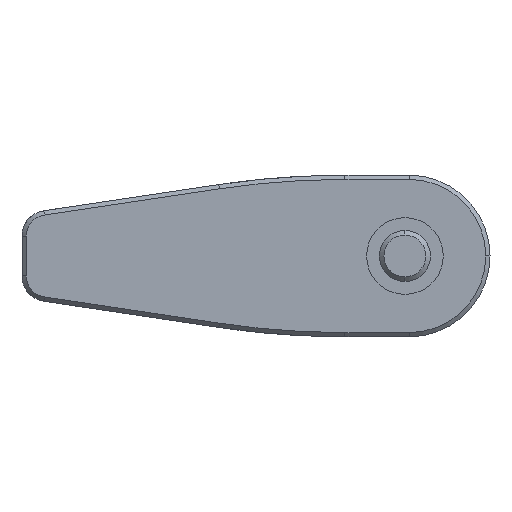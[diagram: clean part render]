
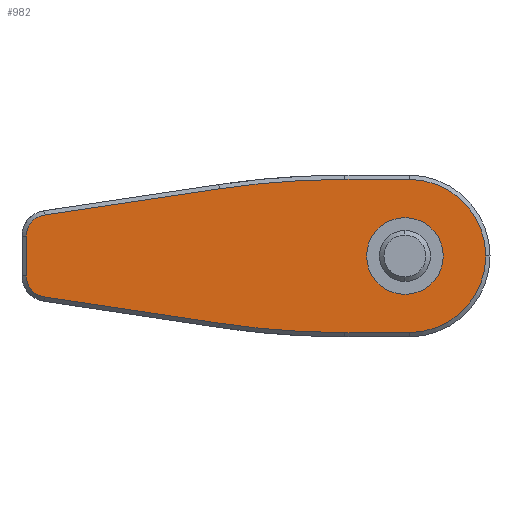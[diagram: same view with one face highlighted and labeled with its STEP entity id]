
A CAD part, front view. The second image highlights one B-rep face of the part: STEP entity #982.
In plain terms, the highlighted planar face has unit normal (0, -1, 0).
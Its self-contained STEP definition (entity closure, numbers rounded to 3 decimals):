
#608=EDGE_CURVE('',#638,#1438,#1693,.T.);
#638=VERTEX_POINT('',#1726);
#706=VERTEX_POINT('',#1805);
#724=EDGE_CURVE('',#1122,#856,#1825,.T.);
#744=EDGE_CURVE('',#706,#1600,#1847,.T.);
#764=VERTEX_POINT('',#1869);
#834=VERTEX_POINT('',#1948);
#856=VERTEX_POINT('',#1973);
#894=EDGE_CURVE('',#1156,#1122,#2013,.T.);
#962=EDGE_CURVE('',#1082,#638,#2086,.T.);
#982=ADVANCED_FACE('',(#2109,#2110),#2111,.T.);
#1050=EDGE_CURVE('',#1368,#1156,#2188,.T.);
#1064=VERTEX_POINT('',#2204);
#1082=VERTEX_POINT('',#2222);
#1100=EDGE_CURVE('',#1600,#706,#2241,.T.);
#1122=VERTEX_POINT('',#2264);
#1156=VERTEX_POINT('',#2301);
#1164=EDGE_CURVE('',#1560,#1064,#2310,.T.);
#1186=EDGE_CURVE('',#856,#1560,#2335,.T.);
#1290=EDGE_CURVE('',#764,#1368,#2447,.T.);
#1360=EDGE_CURVE('',#1438,#764,#2522,.T.);
#1368=VERTEX_POINT('',#2531);
#1438=VERTEX_POINT('',#2611);
#1456=EDGE_CURVE('',#1064,#834,#2629,.T.);
#1488=EDGE_CURVE('',#834,#1082,#2665,.T.);
#1560=VERTEX_POINT('',#2750);
#1600=VERTEX_POINT('',#2796);
#1693=LINE('',#3054,#3055);
#1726=CARTESIAN_POINT('',(0.5,0.8,9.));
#1805=CARTESIAN_POINT('',(0.,0.8,4.5));
#1825=CIRCLE('',#3592,2.5);
#1847=CIRCLE('',#3704,4.5);
#1869=CARTESIAN_POINT('',(-21.802,0.8,7.899));
#1948=CARTESIAN_POINT('',(0.5,0.8,-9.));
#1973=CARTESIAN_POINT('',(-42.371,0.8,-4.814));
#2013=LINE('',#4364,#4365);
#2086=CIRCLE('',#4501,9.);
#2109=FACE_OUTER_BOUND('',#4556,.T.);
#2110=FACE_BOUND('',#4557,.T.);
#2111=PLANE('',#4558);
#2188=CIRCLE('',#4911,2.5);
#2204=CARTESIAN_POINT('',(-7.042,0.8,-9.));
#2222=CARTESIAN_POINT('',(9.5,0.8,0.));
#2241=CIRCLE('',#5012,4.5);
#2264=CARTESIAN_POINT('',(-44.5,0.8,-2.341));
#2301=CARTESIAN_POINT('',(-44.5,0.8,2.341));
#2310=CIRCLE('',#5184,99.5);
#2335=LINE('',#5267,#5268);
#2447=LINE('',#5727,#5728);
#2522=CIRCLE('',#5965,99.5);
#2531=CARTESIAN_POINT('',(-42.371,0.8,4.814));
#2611=CARTESIAN_POINT('',(-7.042,0.8,9.0));
#2629=LINE('',#6319,#6320);
#2665=CIRCLE('',#6475,9.);
#2750=CARTESIAN_POINT('',(-21.802,0.8,-7.899));
#2796=CARTESIAN_POINT('',(0.0,0.8,-4.5));
#3054=CARTESIAN_POINT('',(10.5,0.8,9.));
#3055=VECTOR('',#6932,1000.0);
#3592=AXIS2_PLACEMENT_3D('',#7074,#7075,#7076);
#3704=AXIS2_PLACEMENT_3D('',#7098,#7099,#7100);
#4364=CARTESIAN_POINT('',(-44.5,0.8,0.0));
#4365=VECTOR('',#7250,1000.0);
#4501=AXIS2_PLACEMENT_3D('',#7326,#7327,#7328);
#4556=EDGE_LOOP('',(#7359,#7360,#7361,#7362,#7363,#7364,#7365,#7366,#7367,#7368,#7369));
#4557=EDGE_LOOP('',(#7370,#7371));
#4558=AXIS2_PLACEMENT_3D('',#7372,#7373,#7374);
#4911=AXIS2_PLACEMENT_3D('',#7457,#7458,#7459);
#5012=AXIS2_PLACEMENT_3D('',#7493,#7494,#7495);
#5184=AXIS2_PLACEMENT_3D('',#7550,#7551,#7552);
#5267=CARTESIAN_POINT('',(-42.371,0.8,-4.814));
#5268=VECTOR('',#7581,1000.0);
#5727=CARTESIAN_POINT('',(-21.802,0.8,7.899));
#5728=VECTOR('',#7684,1000.0);
#5965=AXIS2_PLACEMENT_3D('',#7737,#7738,#7739);
#6319=CARTESIAN_POINT('',(10.5,0.8,-9.));
#6320=VECTOR('',#7841,1000.0);
#6475=AXIS2_PLACEMENT_3D('',#7876,#7877,#7878);
#6932=DIRECTION('',(-1.0,0.,-0.0));
#7074=CARTESIAN_POINT('',(-42.0,0.8,-2.341));
#7075=DIRECTION('',(0.0,-1.0,0.0));
#7076=DIRECTION('',(0.,0.0,1.0));
#7098=CARTESIAN_POINT('',(0.0,0.8,0.));
#7099=DIRECTION('',(0.0,1.0,0.0));
#7100=DIRECTION('',(0.0,0.0,-1.0));
#7250=DIRECTION('',(0.0,0.0,-1.0));
#7326=CARTESIAN_POINT('',(0.5,0.8,0.));
#7327=DIRECTION('',(0.,-1.0,0.));
#7328=DIRECTION('',(-1.0,0.,0.));
#7359=ORIENTED_EDGE('',*,*,#1360,.T.);
#7360=ORIENTED_EDGE('',*,*,#1290,.T.);
#7361=ORIENTED_EDGE('',*,*,#1050,.T.);
#7362=ORIENTED_EDGE('',*,*,#894,.T.);
#7363=ORIENTED_EDGE('',*,*,#724,.T.);
#7364=ORIENTED_EDGE('',*,*,#1186,.T.);
#7365=ORIENTED_EDGE('',*,*,#1164,.T.);
#7366=ORIENTED_EDGE('',*,*,#1456,.T.);
#7367=ORIENTED_EDGE('',*,*,#1488,.T.);
#7368=ORIENTED_EDGE('',*,*,#962,.T.);
#7369=ORIENTED_EDGE('',*,*,#608,.T.);
#7370=ORIENTED_EDGE('',*,*,#1100,.T.);
#7371=ORIENTED_EDGE('',*,*,#744,.T.);
#7372=CARTESIAN_POINT('',(10.5,0.8,0.0));
#7373=DIRECTION('',(0.,-1.0,0.0));
#7374=DIRECTION('',(1.0,0.,0.0));
#7457=CARTESIAN_POINT('',(-42.0,0.8,2.341));
#7458=DIRECTION('',(0.0,-1.0,0.0));
#7459=DIRECTION('',(0.0,0.0,1.0));
#7493=CARTESIAN_POINT('',(0.0,0.8,0.));
#7494=DIRECTION('',(0.0,1.0,0.0));
#7495=DIRECTION('',(0.0,0.0,-1.0));
#7550=CARTESIAN_POINT('',(-7.042,0.8,90.5));
#7551=DIRECTION('',(0.0,-1.0,0.0));
#7552=DIRECTION('',(0.,0.0,1.0));
#7581=DIRECTION('',(0.989,0.,-0.148));
#7684=DIRECTION('',(-0.989,0.,-0.148));
#7737=CARTESIAN_POINT('',(-7.042,0.8,-90.5));
#7738=DIRECTION('',(0.0,-1.0,0.0));
#7739=DIRECTION('',(0.0,0.0,1.0));
#7841=DIRECTION('',(1.0,0.,0.0));
#7876=CARTESIAN_POINT('',(0.5,0.8,0.));
#7877=DIRECTION('',(0.,-1.0,0.));
#7878=DIRECTION('',(-1.0,0.,0.));
